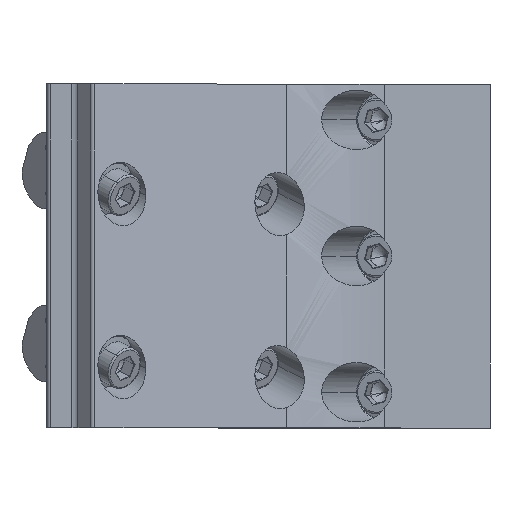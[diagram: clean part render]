
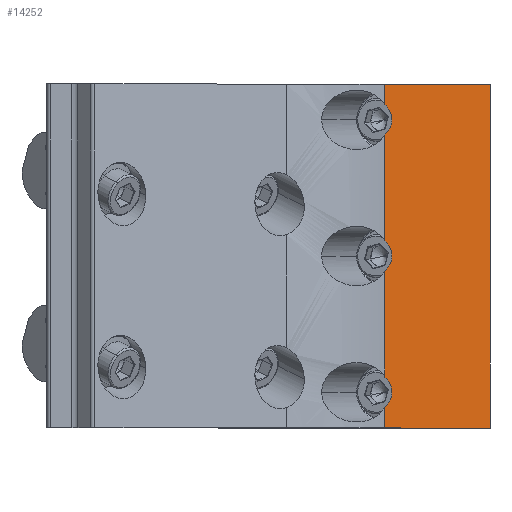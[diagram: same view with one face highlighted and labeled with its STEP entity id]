
A CAD part, top view. The second image highlights one B-rep face of the part: STEP entity #14252.
In plain terms, the highlighted planar face has unit normal (0.707, 0, 0.707).
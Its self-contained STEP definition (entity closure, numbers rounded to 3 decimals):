
#78 = EDGE_CURVE ( 'NONE', #14610, #12604, #7152, .T. ) ;
#187 = ORIENTED_EDGE ( 'NONE', *, *, #78, .F. ) ;
#215 = EDGE_CURVE ( 'NONE', #5660, #12604, #5982, .T. ) ;
#697 = LINE ( 'NONE', #2154, #15361 ) ;
#839 = EDGE_CURVE ( 'NONE', #12019, #6203, #18688, .T. ) ;
#946 = ORIENTED_EDGE ( 'NONE', *, *, #15081, .T. ) ;
#1190 = CARTESIAN_POINT ( 'NONE',  ( -3.855, 11.772, -15.883 ) ) ;
#1271 = CARTESIAN_POINT ( 'NONE',  ( -3.855, 43.272, -15.883 ) ) ;
#1334 = VERTEX_POINT ( 'NONE', #17103 ) ;
#1376 = VERTEX_POINT ( 'NONE', #11324 ) ;
#1425 = DIRECTION ( 'NONE',  ( 0., -1., 0. ) ) ;
#1476 = CARTESIAN_POINT ( 'NONE',  ( -2.229, 71.25, -17.509 ) ) ;
#1519 = EDGE_CURVE ( 'NONE', #1376, #14610, #8742, .T. ) ;
#1563 = CARTESIAN_POINT ( 'NONE',  ( -3.855, 36.228, -15.883 ) ) ;
#1625 = CARTESIAN_POINT ( 'NONE',  ( -2.229, 7.002, -17.509 ) ) ;
#2154 = CARTESIAN_POINT ( 'NONE',  ( 20.435, 79.5, -40.174 ) ) ;
#2538 = EDGE_CURVE ( 'NONE', #9565, #12019, #17542, .T. ) ;
#2786 =( BOUNDED_CURVE ( )  B_SPLINE_CURVE ( 3, ( #1563, #7879, #3115, #9054 ),
 .UNSPECIFIED., .F., .T. ) 
 B_SPLINE_CURVE_WITH_KNOTS ( ( 4, 4 ),
 ( 2.603, 3.142 ),
 .UNSPECIFIED. ) 
 CURVE ( )  GEOMETRIC_REPRESENTATION_ITEM ( )  RATIONAL_B_SPLINE_CURVE ( ( 1., 0.976, 0.976, 1. ) ) 
 REPRESENTATION_ITEM ( '' )  );
#2912 =( BOUNDED_CURVE ( )  B_SPLINE_CURVE ( 3, ( #20010, #9372, #15662, #1476 ),
 .UNSPECIFIED., .F., .T. ) 
 B_SPLINE_CURVE_WITH_KNOTS ( ( 4, 4 ),
 ( 2.603, 3.142 ),
 .UNSPECIFIED. ) 
 CURVE ( )  GEOMETRIC_REPRESENTATION_ITEM ( )  RATIONAL_B_SPLINE_CURVE ( ( 1., 0.976, 0.976, 1. ) ) 
 REPRESENTATION_ITEM ( '' )  );
#2991 = CARTESIAN_POINT ( 'NONE',  ( -3.855, 79.5, -15.883 ) ) ;
#3027 =( BOUNDED_CURVE ( )  B_SPLINE_CURVE ( 3, ( #10703, #6028, #15469, #1271 ),
 .UNSPECIFIED., .F., .F. ) 
 B_SPLINE_CURVE_WITH_KNOTS ( ( 4, 4 ),
 ( 3.142, 3.68 ),
 .UNSPECIFIED. ) 
 CURVE ( )  GEOMETRIC_REPRESENTATION_ITEM ( )  RATIONAL_B_SPLINE_CURVE ( ( 1., 0.976, 0.976, 1. ) ) 
 REPRESENTATION_ITEM ( '' )  );
#3115 = CARTESIAN_POINT ( 'NONE',  ( -2.229, 38.502, -17.509 ) ) ;
#3248 = CARTESIAN_POINT ( 'NONE',  ( -3.855, 36.228, -15.883 ) ) ;
#3707 = VECTOR ( 'NONE', #1425, 1000. ) ;
#4094 = EDGE_CURVE ( 'NONE', #13399, #8786, #2912, .T. ) ;
#4365 = CARTESIAN_POINT ( 'NONE',  ( -2.229, 71.25, -17.509 ) ) ;
#4470 = PLANE ( 'NONE',  #12364 ) ;
#4615 = EDGE_CURVE ( 'NONE', #8786, #19484, #7275, .T. ) ;
#4858 = EDGE_CURVE ( 'NONE', #5499, #5287, #3027, .T. ) ;
#4930 = CARTESIAN_POINT ( 'NONE',  ( -2.785, 5.799, -16.954 ) ) ;
#5019 = CARTESIAN_POINT ( 'NONE',  ( -3.855, 79.5, -15.883 ) ) ;
#5287 = VERTEX_POINT ( 'NONE', #13488 ) ;
#5499 = VERTEX_POINT ( 'NONE', #11072 ) ;
#5660 = VERTEX_POINT ( 'NONE', #3248 ) ;
#5683 = CARTESIAN_POINT ( 'NONE',  ( -2.785, 10.701, -16.954 ) ) ;
#5779 = CARTESIAN_POINT ( 'NONE',  ( 20.435, 0., -40.174 ) ) ;
#5800 = CARTESIAN_POINT ( 'NONE',  ( -3.855, 4.728, -15.883 ) ) ;
#5982 = LINE ( 'NONE', #2991, #3707 ) ;
#6028 = CARTESIAN_POINT ( 'NONE',  ( -2.229, 40.998, -17.509 ) ) ;
#6070 = CARTESIAN_POINT ( 'NONE',  ( 20.435, 0., -40.174 ) ) ;
#6203 = VERTEX_POINT ( 'NONE', #10432 ) ;
#6214 = LINE ( 'NONE', #10900, #17324 ) ;
#6374 = DIRECTION ( 'NONE',  ( -0.707, 0., 0.707 ) ) ;
#6385 = DIRECTION ( 'NONE',  ( 0., -1., 0. ) ) ;
#6684 = LINE ( 'NONE', #5019, #11817 ) ;
#6953 = ORIENTED_EDGE ( 'NONE', *, *, #7440, .T. ) ;
#7152 =( BOUNDED_CURVE ( )  B_SPLINE_CURVE ( 3, ( #18399, #20075, #5683, #12028 ),
 .UNSPECIFIED., .F., .F. ) 
 B_SPLINE_CURVE_WITH_KNOTS ( ( 4, 4 ),
 ( 3.142, 3.68 ),
 .UNSPECIFIED. ) 
 CURVE ( )  GEOMETRIC_REPRESENTATION_ITEM ( )  RATIONAL_B_SPLINE_CURVE ( ( 1., 0.976, 0.976, 1. ) ) 
 REPRESENTATION_ITEM ( '' )  );
#7275 =( BOUNDED_CURVE ( )  B_SPLINE_CURVE ( 3, ( #18869, #9508, #10730, #10848 ),
 .UNSPECIFIED., .F., .F. ) 
 B_SPLINE_CURVE_WITH_KNOTS ( ( 4, 4 ),
 ( 3.142, 3.68 ),
 .UNSPECIFIED. ) 
 CURVE ( )  GEOMETRIC_REPRESENTATION_ITEM ( )  RATIONAL_B_SPLINE_CURVE ( ( 1., 0.976, 0.976, 1. ) ) 
 REPRESENTATION_ITEM ( '' )  );
#7288 = VECTOR ( 'NONE', #6385, 1000. ) ;
#7344 = ORIENTED_EDGE ( 'NONE', *, *, #2538, .F. ) ;
#7409 = ORIENTED_EDGE ( 'NONE', *, *, #4858, .F. ) ;
#7440 = EDGE_CURVE ( 'NONE', #1376, #6203, #17591, .T. ) ;
#7851 = CARTESIAN_POINT ( 'NONE',  ( 20.435, 79.5, -40.174 ) ) ;
#7879 = CARTESIAN_POINT ( 'NONE',  ( -2.785, 37.299, -16.954 ) ) ;
#8410 = DIRECTION ( 'NONE',  ( 0.707, 0., 0.707 ) ) ;
#8541 = VECTOR ( 'NONE', #14628, 1000. ) ;
#8742 =( BOUNDED_CURVE ( )  B_SPLINE_CURVE ( 3, ( #5800, #4930, #1625, #15829 ),
 .UNSPECIFIED., .F., .F. ) 
 B_SPLINE_CURVE_WITH_KNOTS ( ( 4, 4 ),
 ( 2.603, 3.142 ),
 .UNSPECIFIED. ) 
 CURVE ( )  GEOMETRIC_REPRESENTATION_ITEM ( )  RATIONAL_B_SPLINE_CURVE ( ( 1., 0.976, 0.976, 1. ) ) 
 REPRESENTATION_ITEM ( '' )  );
#8786 = VERTEX_POINT ( 'NONE', #4365 ) ;
#8969 = ORIENTED_EDGE ( 'NONE', *, *, #215, .T. ) ;
#8971 = CARTESIAN_POINT ( 'NONE',  ( 20.435, 79.5, -40.174 ) ) ;
#9054 = CARTESIAN_POINT ( 'NONE',  ( -2.229, 39.75, -17.509 ) ) ;
#9372 = CARTESIAN_POINT ( 'NONE',  ( -2.785, 68.799, -16.954 ) ) ;
#9508 = CARTESIAN_POINT ( 'NONE',  ( -2.229, 72.498, -17.509 ) ) ;
#9565 = VERTEX_POINT ( 'NONE', #8971 ) ;
#10432 = CARTESIAN_POINT ( 'NONE',  ( -3.855, 0., -15.883 ) ) ;
#10703 = CARTESIAN_POINT ( 'NONE',  ( -2.229, 39.75, -17.509 ) ) ;
#10730 = CARTESIAN_POINT ( 'NONE',  ( -2.785, 73.701, -16.954 ) ) ;
#10784 = DIRECTION ( 'NONE',  ( 0., -1., 0. ) ) ;
#10848 = CARTESIAN_POINT ( 'NONE',  ( -3.855, 74.772, -15.883 ) ) ;
#10900 = CARTESIAN_POINT ( 'NONE',  ( -3.855, 79.5, -15.883 ) ) ;
#10918 = EDGE_CURVE ( 'NONE', #1334, #19484, #6214, .T. ) ;
#11072 = CARTESIAN_POINT ( 'NONE',  ( -2.229, 39.75, -17.509 ) ) ;
#11324 = CARTESIAN_POINT ( 'NONE',  ( -3.855, 4.728, -15.883 ) ) ;
#11639 = DIRECTION ( 'NONE',  ( 0.707, 0., -0.707 ) ) ;
#11817 = VECTOR ( 'NONE', #19311, 1000. ) ;
#12019 = VERTEX_POINT ( 'NONE', #5779 ) ;
#12028 = CARTESIAN_POINT ( 'NONE',  ( -3.855, 11.772, -15.883 ) ) ;
#12185 = FACE_OUTER_BOUND ( 'NONE', #20116, .T. ) ;
#12364 = AXIS2_PLACEMENT_3D ( 'NONE', #16178, #8410, #11639 ) ;
#12393 = ORIENTED_EDGE ( 'NONE', *, *, #839, .F. ) ;
#12485 = EDGE_CURVE ( 'NONE', #9565, #1334, #697, .T. ) ;
#12604 = VERTEX_POINT ( 'NONE', #1190 ) ;
#13399 = VERTEX_POINT ( 'NONE', #16057 ) ;
#13488 = CARTESIAN_POINT ( 'NONE',  ( -3.855, 43.272, -15.883 ) ) ;
#14252 = ADVANCED_FACE ( 'NONE', ( #12185 ), #4470, .T. ) ;
#14610 = VERTEX_POINT ( 'NONE', #20184 ) ;
#14628 = DIRECTION ( 'NONE',  ( 0., -1., 0. ) ) ;
#15081 = EDGE_CURVE ( 'NONE', #13399, #5287, #6684, .T. ) ;
#15326 = VECTOR ( 'NONE', #6374, 1000. ) ;
#15361 = VECTOR ( 'NONE', #19744, 1000. ) ;
#15469 = CARTESIAN_POINT ( 'NONE',  ( -2.785, 42.201, -16.954 ) ) ;
#15616 = ORIENTED_EDGE ( 'NONE', *, *, #1519, .F. ) ;
#15662 = CARTESIAN_POINT ( 'NONE',  ( -2.229, 70.002, -17.509 ) ) ;
#15829 = CARTESIAN_POINT ( 'NONE',  ( -2.229, 8.25, -17.509 ) ) ;
#16057 = CARTESIAN_POINT ( 'NONE',  ( -3.855, 67.728, -15.883 ) ) ;
#16178 = CARTESIAN_POINT ( 'NONE',  ( 20.435, 79.5, -40.174 ) ) ;
#16395 = CARTESIAN_POINT ( 'NONE',  ( -3.855, 79.5, -15.883 ) ) ;
#16816 = ORIENTED_EDGE ( 'NONE', *, *, #12485, .T. ) ;
#16881 = ORIENTED_EDGE ( 'NONE', *, *, #4615, .F. ) ;
#17103 = CARTESIAN_POINT ( 'NONE',  ( -3.855, 79.5, -15.883 ) ) ;
#17324 = VECTOR ( 'NONE', #10784, 1000. ) ;
#17343 = ORIENTED_EDGE ( 'NONE', *, *, #4094, .F. ) ;
#17542 = LINE ( 'NONE', #7851, #7288 ) ;
#17570 = ORIENTED_EDGE ( 'NONE', *, *, #18972, .F. ) ;
#17591 = LINE ( 'NONE', #16395, #8541 ) ;
#17878 = ORIENTED_EDGE ( 'NONE', *, *, #10918, .T. ) ;
#18399 = CARTESIAN_POINT ( 'NONE',  ( -2.229, 8.25, -17.509 ) ) ;
#18688 = LINE ( 'NONE', #6070, #15326 ) ;
#18869 = CARTESIAN_POINT ( 'NONE',  ( -2.229, 71.25, -17.509 ) ) ;
#18971 = CARTESIAN_POINT ( 'NONE',  ( -3.855, 74.772, -15.883 ) ) ;
#18972 = EDGE_CURVE ( 'NONE', #5660, #5499, #2786, .T. ) ;
#19311 = DIRECTION ( 'NONE',  ( 0., -1., 0. ) ) ;
#19484 = VERTEX_POINT ( 'NONE', #18971 ) ;
#19744 = DIRECTION ( 'NONE',  ( -0.707, 0., 0.707 ) ) ;
#20010 = CARTESIAN_POINT ( 'NONE',  ( -3.855, 67.728, -15.883 ) ) ;
#20075 = CARTESIAN_POINT ( 'NONE',  ( -2.229, 9.498, -17.509 ) ) ;
#20116 = EDGE_LOOP ( 'NONE', ( #6953, #12393, #7344, #16816, #17878, #16881, #17343, #946, #7409, #17570, #8969, #187, #15616 ) ) ;
#20184 = CARTESIAN_POINT ( 'NONE',  ( -2.229, 8.25, -17.509 ) ) ;
